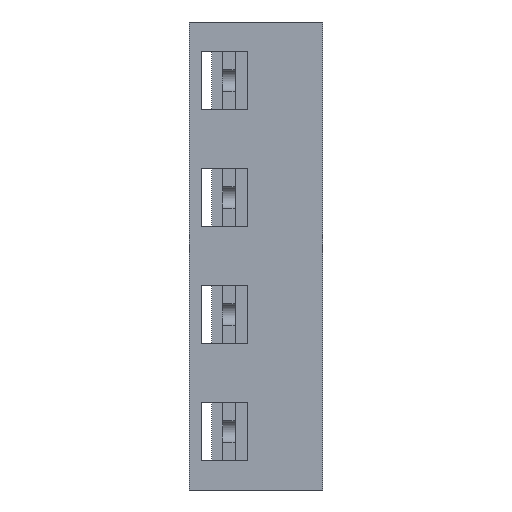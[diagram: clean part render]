
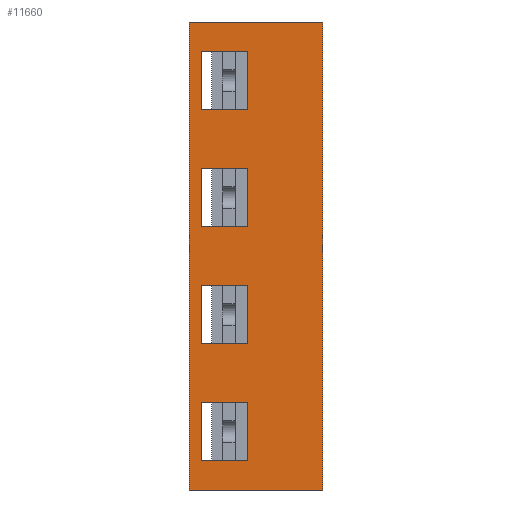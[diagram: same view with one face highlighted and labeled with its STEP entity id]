
A CAD part, left-side view. The second image highlights one B-rep face of the part: STEP entity #11660.
In plain terms, the highlighted planar face has unit normal (-1, 0, 0).
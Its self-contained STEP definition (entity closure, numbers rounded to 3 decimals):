
#17=DIRECTION('',(0.,-1.,0.));
#18=VECTOR('',#17,16.);
#19=CARTESIAN_POINT('',(-17.5,12.5,2016.));
#20=LINE('',#19,#18);
#601=DIRECTION('',(0.,-1.,0.));
#602=VECTOR('',#601,16.);
#603=CARTESIAN_POINT('',(-17.5,12.5,1960.));
#604=LINE('',#603,#602);
#605=DIRECTION('',(0.,0.,1.));
#606=VECTOR('',#605,56.);
#607=CARTESIAN_POINT('',(-17.5,12.5,1960.));
#608=LINE('',#607,#606);
#609=DIRECTION('',(0.,-1.,0.));
#610=VECTOR('',#609,5.5);
#611=CARTESIAN_POINT('',(-17.5,11.,2005.5));
#612=LINE('',#611,#610);
#613=DIRECTION('',(0.,0.,1.));
#614=VECTOR('',#613,7.);
#615=CARTESIAN_POINT('',(-17.5,5.5,2005.5));
#616=LINE('',#615,#614);
#617=DIRECTION('',(0.,1.,0.));
#618=VECTOR('',#617,5.5);
#619=CARTESIAN_POINT('',(-17.5,5.5,2012.5));
#620=LINE('',#619,#618);
#621=DIRECTION('',(0.,0.,-1.));
#622=VECTOR('',#621,7.);
#623=CARTESIAN_POINT('',(-17.5,11.,2012.5));
#624=LINE('',#623,#622);
#625=DIRECTION('',(0.,-1.,0.));
#626=VECTOR('',#625,5.5);
#627=CARTESIAN_POINT('',(-17.5,11.,1991.5));
#628=LINE('',#627,#626);
#629=DIRECTION('',(0.,0.,1.));
#630=VECTOR('',#629,7.);
#631=CARTESIAN_POINT('',(-17.5,5.5,1991.5));
#632=LINE('',#631,#630);
#633=DIRECTION('',(0.,1.,0.));
#634=VECTOR('',#633,5.5);
#635=CARTESIAN_POINT('',(-17.5,5.5,1998.5));
#636=LINE('',#635,#634);
#637=DIRECTION('',(0.,0.,-1.));
#638=VECTOR('',#637,7.);
#639=CARTESIAN_POINT('',(-17.5,11.,1998.5));
#640=LINE('',#639,#638);
#641=DIRECTION('',(0.,-1.,0.));
#642=VECTOR('',#641,5.5);
#643=CARTESIAN_POINT('',(-17.5,11.,1977.5));
#644=LINE('',#643,#642);
#645=DIRECTION('',(0.,0.,1.));
#646=VECTOR('',#645,7.);
#647=CARTESIAN_POINT('',(-17.5,5.5,1977.5));
#648=LINE('',#647,#646);
#649=DIRECTION('',(0.,1.,0.));
#650=VECTOR('',#649,5.5);
#651=CARTESIAN_POINT('',(-17.5,5.5,1984.5));
#652=LINE('',#651,#650);
#653=DIRECTION('',(0.,0.,-1.));
#654=VECTOR('',#653,7.);
#655=CARTESIAN_POINT('',(-17.5,11.,1984.5));
#656=LINE('',#655,#654);
#657=DIRECTION('',(0.,-1.,0.));
#658=VECTOR('',#657,5.5);
#659=CARTESIAN_POINT('',(-17.5,11.,1963.5));
#660=LINE('',#659,#658);
#661=DIRECTION('',(0.,0.,1.));
#662=VECTOR('',#661,7.);
#663=CARTESIAN_POINT('',(-17.5,5.5,1963.5));
#664=LINE('',#663,#662);
#665=DIRECTION('',(0.,1.,0.));
#666=VECTOR('',#665,5.5);
#667=CARTESIAN_POINT('',(-17.5,5.5,1970.5));
#668=LINE('',#667,#666);
#669=DIRECTION('',(0.,0.,-1.));
#670=VECTOR('',#669,7.);
#671=CARTESIAN_POINT('',(-17.5,11.,1970.5));
#672=LINE('',#671,#670);
#693=DIRECTION('',(0.,0.,1.));
#694=VECTOR('',#693,56.);
#695=CARTESIAN_POINT('',(-17.5,-3.5,1960.));
#696=LINE('',#695,#694);
#9122=CARTESIAN_POINT('',(-17.5,12.5,2016.));
#9123=VERTEX_POINT('',#9122);
#9124=CARTESIAN_POINT('',(-17.5,-3.5,2016.));
#9125=VERTEX_POINT('',#9124);
#9414=CARTESIAN_POINT('',(-17.5,12.5,1960.));
#9415=VERTEX_POINT('',#9414);
#9416=CARTESIAN_POINT('',(-17.5,-3.5,1960.));
#9417=VERTEX_POINT('',#9416);
#9570=CARTESIAN_POINT('',(-17.5,11.,2005.5));
#9571=CARTESIAN_POINT('',(-17.5,5.5,2005.5));
#9572=VERTEX_POINT('',#9570);
#9573=VERTEX_POINT('',#9571);
#9574=CARTESIAN_POINT('',(-17.5,5.5,2012.5));
#9575=VERTEX_POINT('',#9574);
#9576=CARTESIAN_POINT('',(-17.5,11.,2012.5));
#9577=VERTEX_POINT('',#9576);
#9586=CARTESIAN_POINT('',(-17.5,11.,1991.5));
#9587=CARTESIAN_POINT('',(-17.5,5.5,1991.5));
#9588=VERTEX_POINT('',#9586);
#9589=VERTEX_POINT('',#9587);
#9590=CARTESIAN_POINT('',(-17.5,5.5,1998.5));
#9591=VERTEX_POINT('',#9590);
#9592=CARTESIAN_POINT('',(-17.5,11.,1998.5));
#9593=VERTEX_POINT('',#9592);
#9602=CARTESIAN_POINT('',(-17.5,11.,1977.5));
#9603=CARTESIAN_POINT('',(-17.5,5.5,1977.5));
#9604=VERTEX_POINT('',#9602);
#9605=VERTEX_POINT('',#9603);
#9606=CARTESIAN_POINT('',(-17.5,5.5,1984.5));
#9607=VERTEX_POINT('',#9606);
#9608=CARTESIAN_POINT('',(-17.5,11.,1984.5));
#9609=VERTEX_POINT('',#9608);
#9618=CARTESIAN_POINT('',(-17.5,11.,1963.5));
#9619=CARTESIAN_POINT('',(-17.5,5.5,1963.5));
#9620=VERTEX_POINT('',#9618);
#9621=VERTEX_POINT('',#9619);
#9622=CARTESIAN_POINT('',(-17.5,5.5,1970.5));
#9623=VERTEX_POINT('',#9622);
#9624=CARTESIAN_POINT('',(-17.5,11.,1970.5));
#9625=VERTEX_POINT('',#9624);
#11614=CARTESIAN_POINT('',(-17.5,12.5,0.));
#11615=DIRECTION('',(-1.,0.,0.));
#11616=DIRECTION('',(0.,-1.,0.));
#11617=AXIS2_PLACEMENT_3D('',#11614,#11615,#11616);
#11618=PLANE('',#11617);
#11619=ORIENTED_EDGE('',*,*,#11474,.F.);
#11621=ORIENTED_EDGE('',*,*,#11620,.T.);
#11622=ORIENTED_EDGE('',*,*,#11041,.T.);
#11624=ORIENTED_EDGE('',*,*,#11623,.F.);
#11625=EDGE_LOOP('',(#11619,#11621,#11622,#11624));
#11626=FACE_OUTER_BOUND('',#11625,.F.);
#11628=ORIENTED_EDGE('',*,*,#11627,.T.);
#11630=ORIENTED_EDGE('',*,*,#11629,.T.);
#11632=ORIENTED_EDGE('',*,*,#11631,.T.);
#11633=ORIENTED_EDGE('',*,*,#11562,.T.);
#11634=EDGE_LOOP('',(#11628,#11630,#11632,#11633));
#11635=FACE_BOUND('',#11634,.F.);
#11637=ORIENTED_EDGE('',*,*,#11636,.T.);
#11639=ORIENTED_EDGE('',*,*,#11638,.T.);
#11641=ORIENTED_EDGE('',*,*,#11640,.T.);
#11642=ORIENTED_EDGE('',*,*,#11555,.T.);
#11643=EDGE_LOOP('',(#11637,#11639,#11641,#11642));
#11644=FACE_BOUND('',#11643,.F.);
#11646=ORIENTED_EDGE('',*,*,#11645,.T.);
#11648=ORIENTED_EDGE('',*,*,#11647,.T.);
#11650=ORIENTED_EDGE('',*,*,#11649,.T.);
#11651=ORIENTED_EDGE('',*,*,#11548,.T.);
#11652=EDGE_LOOP('',(#11646,#11648,#11650,#11651));
#11653=FACE_BOUND('',#11652,.F.);
#11654=ORIENTED_EDGE('',*,*,#11581,.T.);
#11655=ORIENTED_EDGE('',*,*,#11595,.T.);
#11656=ORIENTED_EDGE('',*,*,#11608,.T.);
#11657=ORIENTED_EDGE('',*,*,#11541,.T.);
#11658=EDGE_LOOP('',(#11654,#11655,#11656,#11657));
#11659=FACE_BOUND('',#11658,.F.);
#11660=ADVANCED_FACE('',(#11626,#11635,#11644,#11653,#11659),#11618,.T.);
#11041=EDGE_CURVE('',#9123,#9125,#20,.T.);
#11474=EDGE_CURVE('',#9415,#9417,#604,.T.);
#11541=EDGE_CURVE('',#9625,#9620,#672,.T.);
#11548=EDGE_CURVE('',#9609,#9604,#656,.T.);
#11555=EDGE_CURVE('',#9593,#9588,#640,.T.);
#11562=EDGE_CURVE('',#9577,#9572,#624,.T.);
#11581=EDGE_CURVE('',#9620,#9621,#660,.T.);
#11595=EDGE_CURVE('',#9621,#9623,#664,.T.);
#11608=EDGE_CURVE('',#9623,#9625,#668,.T.);
#11620=EDGE_CURVE('',#9415,#9123,#608,.T.);
#11623=EDGE_CURVE('',#9417,#9125,#696,.T.);
#11627=EDGE_CURVE('',#9572,#9573,#612,.T.);
#11629=EDGE_CURVE('',#9573,#9575,#616,.T.);
#11631=EDGE_CURVE('',#9575,#9577,#620,.T.);
#11636=EDGE_CURVE('',#9588,#9589,#628,.T.);
#11638=EDGE_CURVE('',#9589,#9591,#632,.T.);
#11640=EDGE_CURVE('',#9591,#9593,#636,.T.);
#11645=EDGE_CURVE('',#9604,#9605,#644,.T.);
#11647=EDGE_CURVE('',#9605,#9607,#648,.T.);
#11649=EDGE_CURVE('',#9607,#9609,#652,.T.);
